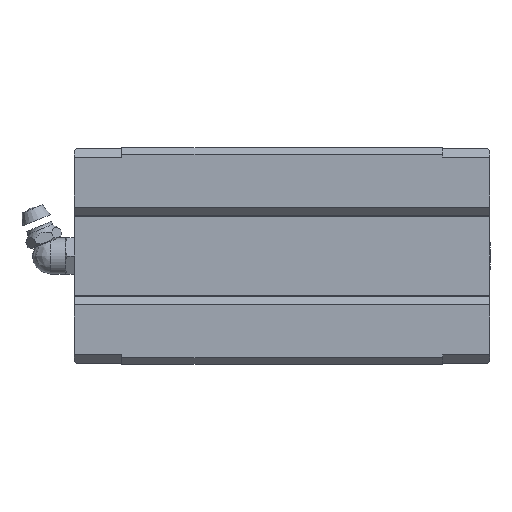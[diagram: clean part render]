
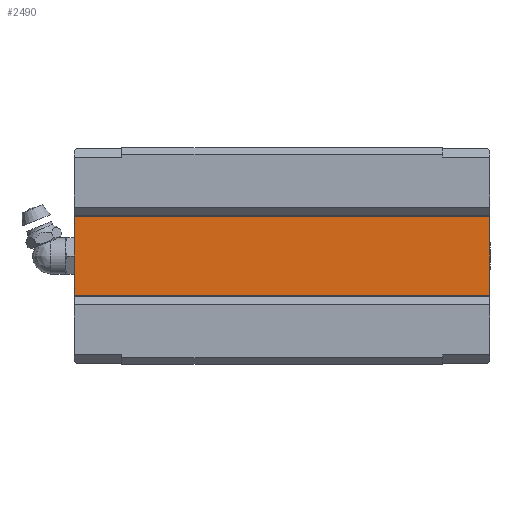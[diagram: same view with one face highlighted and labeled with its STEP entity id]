
A CAD part, front view. The second image highlights one B-rep face of the part: STEP entity #2490.
In plain terms, the highlighted planar face has unit normal (0, -1, 0).
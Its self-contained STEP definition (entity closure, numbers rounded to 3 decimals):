
#14 = ORIENTED_EDGE ( 'NONE', *, *, #3589, .T. ) ;
#118 = CARTESIAN_POINT ( 'NONE',  ( 46., 14.2, 9.323 ) ) ;
#190 = FACE_OUTER_BOUND ( 'NONE', #5575, .T. ) ;
#222 = CARTESIAN_POINT ( 'NONE',  ( 46., 14.2, -9.323 ) ) ;
#351 = LINE ( 'NONE', #222, #3753 ) ;
#508 = CARTESIAN_POINT ( 'NONE',  ( 46., 14.2, -9.323 ) ) ;
#1113 = VECTOR ( 'NONE', #3542, 1000. ) ;
#1394 = LINE ( 'NONE', #118, #1500 ) ;
#1500 = VECTOR ( 'NONE', #5284, 1000. ) ;
#1556 = EDGE_CURVE ( 'NONE', #3545, #4520, #1394, .T. ) ;
#1703 = LINE ( 'NONE', #1762, #2726 ) ;
#1762 = CARTESIAN_POINT ( 'NONE',  ( -46., 14.2, -9.323 ) ) ;
#1924 = CARTESIAN_POINT ( 'NONE',  ( 46., 14.2, -9.323 ) ) ;
#2004 = DIRECTION ( 'NONE',  ( 0., -1., 0. ) ) ;
#2193 = DIRECTION ( 'NONE',  ( 0., 0., -1. ) ) ;
#2476 = CARTESIAN_POINT ( 'NONE',  ( -46., 14.2, 9.323 ) ) ;
#2490 = ADVANCED_FACE ( 'NONE', ( #190 ), #4156, .T. ) ;
#2565 = ORIENTED_EDGE ( 'NONE', *, *, #1556, .T. ) ;
#2726 = VECTOR ( 'NONE', #2193, 1000. ) ;
#2926 = CARTESIAN_POINT ( 'NONE',  ( 46., 14.2, 9.323 ) ) ;
#3308 = CARTESIAN_POINT ( 'NONE',  ( -46., 14.2, -9.323 ) ) ;
#3410 = VERTEX_POINT ( 'NONE', #508 ) ;
#3511 = CARTESIAN_POINT ( 'NONE',  ( 46., 14.2, -9.323 ) ) ;
#3514 = EDGE_CURVE ( 'NONE', #5282, #3410, #351, .T. ) ;
#3542 = DIRECTION ( 'NONE',  ( 0., 0., 1. ) ) ;
#3545 = VERTEX_POINT ( 'NONE', #2926 ) ;
#3572 = LINE ( 'NONE', #3511, #1113 ) ;
#3589 = EDGE_CURVE ( 'NONE', #3410, #3545, #3572, .T. ) ;
#3753 = VECTOR ( 'NONE', #3843, 1000. ) ;
#3843 = DIRECTION ( 'NONE',  ( 1., 0., 0. ) ) ;
#4156 = PLANE ( 'NONE',  #5517 ) ;
#4520 = VERTEX_POINT ( 'NONE', #2476 ) ;
#4597 = ORIENTED_EDGE ( 'NONE', *, *, #4928, .T. ) ;
#4600 = DIRECTION ( 'NONE',  ( 0., 0., -1. ) ) ;
#4928 = EDGE_CURVE ( 'NONE', #4520, #5282, #1703, .T. ) ;
#5282 = VERTEX_POINT ( 'NONE', #3308 ) ;
#5284 = DIRECTION ( 'NONE',  ( -1., 0., 0. ) ) ;
#5317 = ORIENTED_EDGE ( 'NONE', *, *, #3514, .T. ) ;
#5517 = AXIS2_PLACEMENT_3D ( 'NONE', #1924, #2004, #4600 ) ;
#5575 = EDGE_LOOP ( 'NONE', ( #14, #2565, #4597, #5317 ) ) ;
